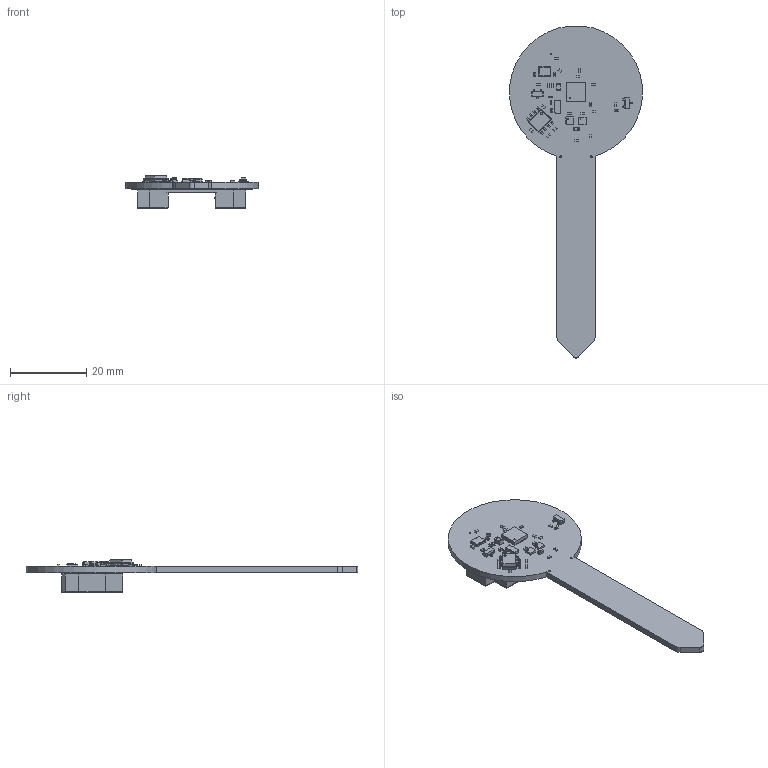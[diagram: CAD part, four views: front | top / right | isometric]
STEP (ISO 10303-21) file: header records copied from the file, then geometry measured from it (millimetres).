
FILE_DESCRIPTION(('KiCad electronic assembly'),'2;1');
FILE_NAME('PlantBuddy.step','2021-03-15T18:29:19',('An Author'),( 'A Company'),'Open CASCADE STEP processor 7.5', 'KiCad to STEP converter','Unknown');
FILE_SCHEMA(('AUTOMOTIVE_DESIGN { 1 0 10303 214 1 1 1 1 }'));
Length unit declared in the file: millimetre
Products named in the file (28): Open CASCADE STEP translator 7.5 1; QFN-32-1EP_5x5mm_P0.5mm_EP3.6x3.6mm; SOLID; L_0402_1005Metric; C_0402_1005Metric; BatteryHolder_Keystone_1060_1x2032; R_0402_1005Metric; SOT-23; SOIC-8_3.9x4.9mm_P1.27mm; Crystal_SMD_3225-4Pin_3.2x2.5mm; Crystal_SMD_MicroCrystal_CC7V-T1A-2Pin_3.2x1.5mm; L_0805_2012Metric; AMS_QFN-4-1EP_2x2mm_P0.95mm; LED_0603_1608Metric; DFN-6-1EP_2x2mm_P0.65mm_EP1x1.6mm; COMPOUND
Assembly tree (50 placements, depth 3):
  Open CASCADE STEP translator 7.5 1
    QFN-32-1EP_5x5mm_P0.5mm_EP3.6x3.6mm
      SOLID
    L_0402_1005Metric
      SOLID
    C_0402_1005Metric  x16
      SOLID
    BatteryHolder_Keystone_1060_1x2032
      SOLID
    R_0402_1005Metric  x8
      SOLID
    SOT-23  x2
      SOLID
    SOIC-8_3.9x4.9mm_P1.27mm
      SOLID
    Crystal_SMD_3225-4Pin_3.2x2.5mm
      SOLID
    Crystal_SMD_MicroCrystal_CC7V-T1A-2Pin_3.2x1.5mm
      SOLID
    L_0805_2012Metric
      SOLID
    AMS_QFN-4-1EP_2x2mm_P0.95mm
      SOLID
    LED_0603_1608Metric
      SOLID
    DFN-6-1EP_2x2mm_P0.65mm_EP1x1.6mm
      SOLID
    COMPOUND
Bounding box: 34.91 x 87.26 x 8.63 mm (x, y, z)
Volume: 3281.4 mm3; surface area: 4980.6 mm2
Topology: 37 solids, 37 shells, 1527 faces, 4006 edges, 2609 vertices
Faces by surface type: plane 1019, cylinder 419, bspline 86, torus 3
Full cylindrical faces by diameter (mm): 0.2 x1, 0.3 x1, 0.4 x2, 0.5 x2, 0.6 x1
Entity records: 64263 total; most frequent: CARTESIAN_POINT 12413, DIRECTION 8423, LINE 5958, VECTOR 5958, ORIENTED_EDGE 4540, PCURVE 4540, DEFINITIONAL_REPRESENTATION 4540, EDGE_CURVE 2270
